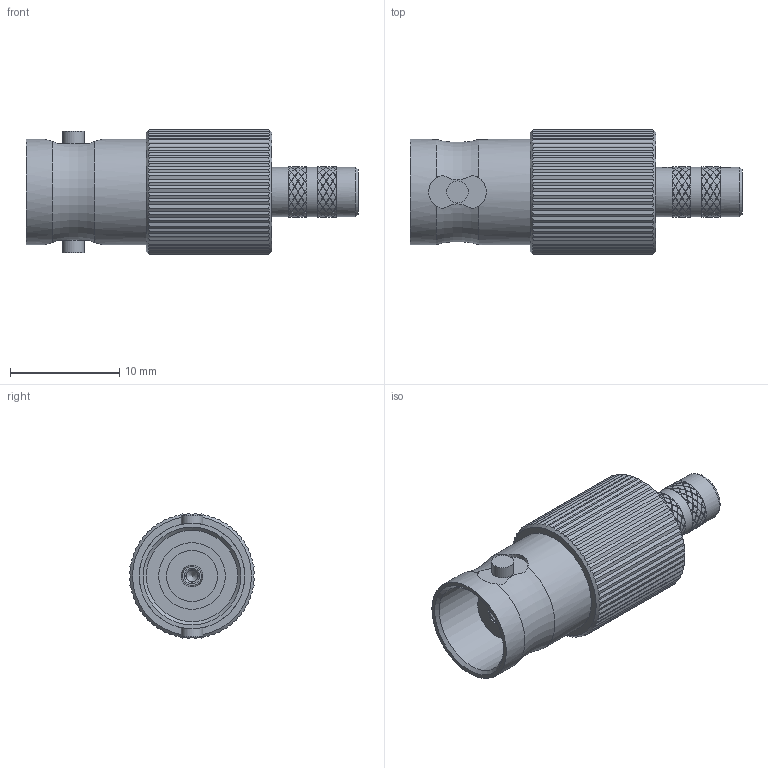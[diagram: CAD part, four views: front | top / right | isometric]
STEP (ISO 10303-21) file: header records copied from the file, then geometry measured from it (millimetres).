
FILE_DESCRIPTION(/* description */ ('Unknown'),/* implementation_level */ '2;1');
FILE_NAME(/* name */ '60726022410120',/* time_stamp */ '2025-03-13T13:03:46+01:00',/* author */ ('Unknown'),/* organization */ ('Unknown'),/* preprocessor_version */ 'ST-DEVELOPER v19.4',/* originating_system */ 'Solid Edge',/* authorisation */ 'Unknown');
FILE_SCHEMA (('AUTOMOTIVE_DESIGN {1 0 10303 214 3 1 1}'));
Products named in the file (1): 60726022410120
Bounding box: 30.4 x 11.48 x 11.48 mm (x, y, z)
Volume: 1569.7 mm3; surface area: 2231.3 mm2
Topology: 1 solids, 2 shells, 1268 faces, 2806 edges, 1557 vertices
Faces by surface type: bspline 672, cylinder 290, plane 281, cone 23, torus 2
Full cylindrical faces by diameter (mm): 0.93 x1, 1.05 x1, 1.41 x1, 1.9 x1, 2 x3, 3 x1, 3.05 x1, 4.5 x3, 4.67 x1, 6.1 x1, 6.75 x1, 6.78 x1, 7 x1, 8.35 x1, 8.65 x2, 8.7 x2, 8.8 x1, 9.65 x2
Entity records: 50029 total; most frequent: CARTESIAN_POINT 21331, ORIENTED_EDGE 5508, EDGE_CURVE 2754, DIRECTION 2374, VERTEX_POINT 1544, FACE_BOUND 1324, EDGE_LOOP 1322, STYLED_ITEM 1268
